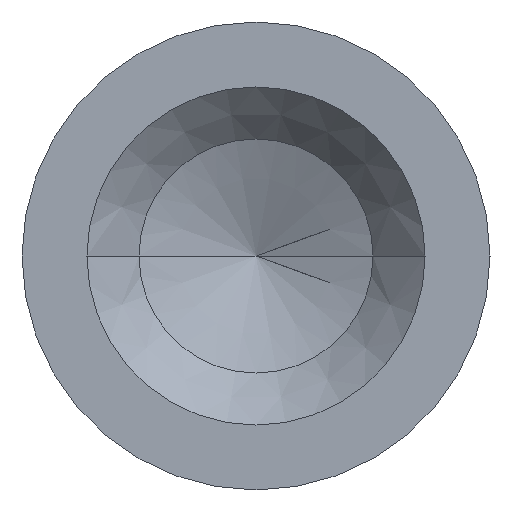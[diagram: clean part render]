
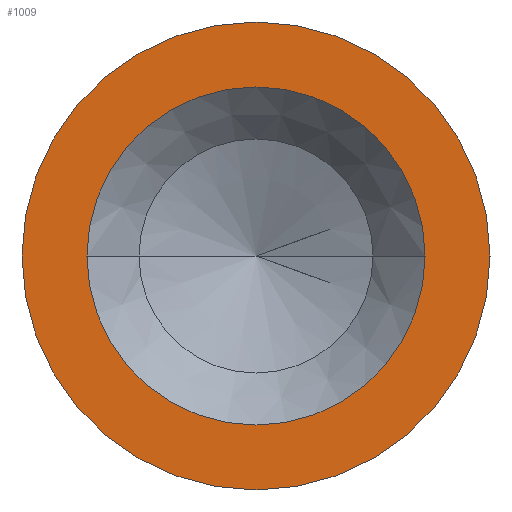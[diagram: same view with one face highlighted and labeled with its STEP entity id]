
A CAD part, front view. The second image highlights one B-rep face of the part: STEP entity #1009.
In plain terms, the highlighted planar face has unit normal (0, -1, 0).
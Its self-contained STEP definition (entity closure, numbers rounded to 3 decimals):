
#328=CARTESIAN_POINT('',(8.82,-0.5,0.));
#329=DIRECTION('',(0.,1.,0.));
#330=DIRECTION('',(1.,0.,0.));
#331=AXIS2_PLACEMENT_3D('',#328,#329,#330);
#333=CARTESIAN_POINT('',(8.82,-0.5,0.));
#334=DIRECTION('',(0.,1.,0.));
#335=DIRECTION('',(-1.,0.,0.));
#336=AXIS2_PLACEMENT_3D('',#333,#334,#335);
#338=CARTESIAN_POINT('',(8.82,-0.5,0.));
#339=DIRECTION('',(0.,-1.,0.));
#340=DIRECTION('',(1.,0.,0.));
#341=AXIS2_PLACEMENT_3D('',#338,#339,#340);
#343=CARTESIAN_POINT('',(8.82,-0.5,0.));
#344=DIRECTION('',(0.,-1.,0.));
#345=DIRECTION('',(-1.,0.,0.));
#346=AXIS2_PLACEMENT_3D('',#343,#344,#345);
#474=CARTESIAN_POINT('',(11.069,-0.5,0.));
#475=VERTEX_POINT('',#474);
#476=CARTESIAN_POINT('',(6.571,-0.5,0.));
#477=VERTEX_POINT('',#476);
#478=CARTESIAN_POINT('',(10.445,-0.5,0.));
#479=CARTESIAN_POINT('',(7.195,-0.5,0.));
#480=VERTEX_POINT('',#478);
#481=VERTEX_POINT('',#479);
#994=CARTESIAN_POINT('',(8.82,-0.5,0.));
#995=DIRECTION('',(0.,-1.,0.));
#996=DIRECTION('',(-1.,0.,0.));
#997=AXIS2_PLACEMENT_3D('',#994,#995,#996);
#998=PLANE('',#997);
#999=ORIENTED_EDGE('',*,*,#989,.T.);
#1000=ORIENTED_EDGE('',*,*,#973,.T.);
#1001=EDGE_LOOP('',(#999,#1000));
#1002=FACE_OUTER_BOUND('',#1001,.F.);
#1004=ORIENTED_EDGE('',*,*,#1003,.T.);
#1006=ORIENTED_EDGE('',*,*,#1005,.T.);
#1007=EDGE_LOOP('',(#1004,#1006));
#1008=FACE_BOUND('',#1007,.F.);
#332=CIRCLE('',#331,2.249);
#337=CIRCLE('',#336,2.249);
#342=CIRCLE('',#341,1.625);
#347=CIRCLE('',#346,1.625);
#973=EDGE_CURVE('',#477,#475,#337,.T.);
#989=EDGE_CURVE('',#475,#477,#332,.T.);
#1003=EDGE_CURVE('',#480,#481,#342,.T.);
#1005=EDGE_CURVE('',#481,#480,#347,.T.);
#1009=ADVANCED_FACE('',(#1002,#1008),#998,.T.);
